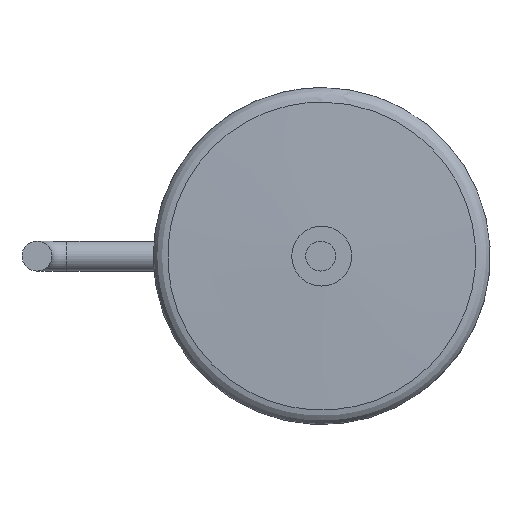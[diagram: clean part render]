
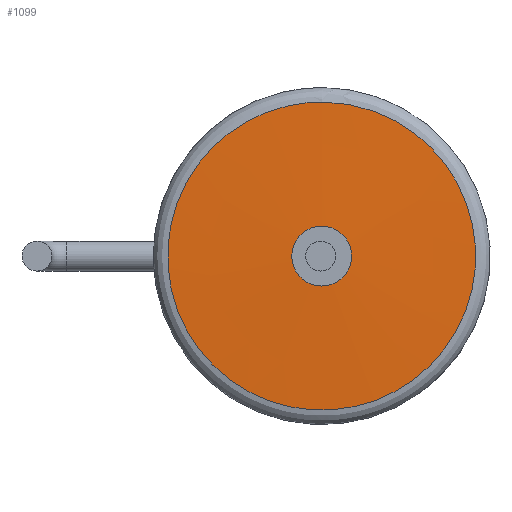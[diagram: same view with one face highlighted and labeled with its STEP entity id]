
A CAD part, left-side view. The second image highlights one B-rep face of the part: STEP entity #1099.
In plain terms, the highlighted conical face has half-angle 88.452 degrees and reference radius 0.8 mm.
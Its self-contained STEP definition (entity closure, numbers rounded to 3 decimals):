
#868 = ( BOUNDED_SURFACE() B_SPLINE_SURFACE(2,13,(
    (#869,#870,#871,#872,#873,#874,#875,#876,#877,#878,#879,#880,#881
      ,#882)
    ,(#883,#884,#885,#886,#887,#888,#889,#890,#891,#892,#893,#894,#895
      ,#896)
    ,(#897,#898,#899,#900,#901,#902,#903,#904,#905,#906,#907,#908,#909
,#910
    )),.UNSPECIFIED.,.F.,.T.,.F.) B_SPLINE_SURFACE_WITH_KNOTS((3,3),(14,
    14),(0.,28.274),(0.,28.274),
.PIECEWISE_BEZIER_KNOTS.) GEOMETRIC_REPRESENTATION_ITEM() 
RATIONAL_B_SPLINE_SURFACE((
    (1.,1.,1.,1.,1.,1.,1.,1.,1.,1.,1.,1.,1.,1.)
    ,(0.717,0.717,0.717,0.717
      ,0.717,0.717,0.717,0.717
      ,0.717,0.717,0.717,0.717
      ,0.717,0.717)
    ,(1.,1.,1.,1.,1.,1.,1.,1.,1.,1.,1.,1.,1.,1.
))) REPRESENTATION_ITEM('') SURFACE() );
#869 = CARTESIAN_POINT('',(-9.911,0.,
    4.111));
#870 = CARTESIAN_POINT('',(-9.911,-1.958,
    4.111));
#871 = CARTESIAN_POINT('',(-9.911,-3.961,
    3.099));
#872 = CARTESIAN_POINT('',(-9.911,-5.394,
    1.016));
#873 = CARTESIAN_POINT('',(-9.911,-5.614,
    -1.85));
#874 = CARTESIAN_POINT('',(-9.911,-4.087,
    -4.325));
#875 = CARTESIAN_POINT('',(-9.911,-1.858,
    -6.141));
#876 = CARTESIAN_POINT('',(-9.911,1.858,-6.141
    ));
#877 = CARTESIAN_POINT('',(-9.911,4.087,-4.325)
  );
#878 = CARTESIAN_POINT('',(-9.911,5.614,
    -1.85));
#879 = CARTESIAN_POINT('',(-9.911,5.394,1.016)
  );
#880 = CARTESIAN_POINT('',(-9.911,3.961,3.099)
  );
#881 = CARTESIAN_POINT('',(-9.911,1.958,4.111
    ));
#882 = CARTESIAN_POINT('',(-9.911,0.,
    4.111));
#883 = CARTESIAN_POINT('',(-9.9,0.,4.5));
#884 = CARTESIAN_POINT('',(-9.9,-2.143,4.5));
#885 = CARTESIAN_POINT('',(-9.9,-4.336,3.392));
#886 = CARTESIAN_POINT('',(-9.9,-5.904,1.112));
#887 = CARTESIAN_POINT('',(-9.9,-6.145,-2.025));
#888 = CARTESIAN_POINT('',(-9.9,-4.474,-4.735));
#889 = CARTESIAN_POINT('',(-9.9,-2.034,-6.723));
#890 = CARTESIAN_POINT('',(-9.9,2.034,-6.723));
#891 = CARTESIAN_POINT('',(-9.9,4.474,-4.735));
#892 = CARTESIAN_POINT('',(-9.9,6.145,-2.025));
#893 = CARTESIAN_POINT('',(-9.9,5.904,1.112));
#894 = CARTESIAN_POINT('',(-9.9,4.336,3.392));
#895 = CARTESIAN_POINT('',(-9.9,2.143,4.5));
#896 = CARTESIAN_POINT('',(-9.9,0.,4.5));
#897 = CARTESIAN_POINT('',(-9.511,0.,4.5));
#898 = CARTESIAN_POINT('',(-9.511,-2.143,4.5));
#899 = CARTESIAN_POINT('',(-9.511,-4.336,
    3.392));
#900 = CARTESIAN_POINT('',(-9.511,-5.904,
    1.112));
#901 = CARTESIAN_POINT('',(-9.511,-6.145,
    -2.025));
#902 = CARTESIAN_POINT('',(-9.511,-4.474,
    -4.735));
#903 = CARTESIAN_POINT('',(-9.511,-2.034,
    -6.723));
#904 = CARTESIAN_POINT('',(-9.511,2.034,
    -6.723));
#905 = CARTESIAN_POINT('',(-9.511,4.474,
    -4.735));
#906 = CARTESIAN_POINT('',(-9.511,6.145,
    -2.025));
#907 = CARTESIAN_POINT('',(-9.511,5.904,1.112
    ));
#908 = CARTESIAN_POINT('',(-9.511,4.336,3.392
    ));
#909 = CARTESIAN_POINT('',(-9.511,2.143,4.5));
#910 = CARTESIAN_POINT('',(-9.511,0.,4.5));
#979 = VERTEX_POINT('',#980);
#980 = CARTESIAN_POINT('',(-9.911,0.,
    4.111));
#1001 = EDGE_CURVE('',#979,#979,#1002,.T.);
#1002 = SURFACE_CURVE('',#1003,(#1018,#1025),.PCURVE_S1.);
#1003 = ( BOUNDED_CURVE() B_SPLINE_CURVE(13,(#1004,#1005,#1006,#1007,
    #1008,#1009,#1010,#1011,#1012,#1013,#1014,#1015,#1016,#1017),
.UNSPECIFIED.,.T.,.F.) B_SPLINE_CURVE_WITH_KNOTS((14,14),(
0.,28.274),.PIECEWISE_BEZIER_KNOTS.) CURVE() 
GEOMETRIC_REPRESENTATION_ITEM() RATIONAL_B_SPLINE_CURVE((1.,1.,1.,1.,1.,
    1.,1.,1.,1.,1.,1.,1.,1.,1.)) 
REPRESENTATION_ITEM('') );
#1004 = CARTESIAN_POINT('',(-9.911,0.,
    4.111));
#1005 = CARTESIAN_POINT('',(-9.911,-1.958,
    4.111));
#1006 = CARTESIAN_POINT('',(-9.911,-3.961,
    3.099));
#1007 = CARTESIAN_POINT('',(-9.911,-5.394,
    1.016));
#1008 = CARTESIAN_POINT('',(-9.911,-5.614,
    -1.85));
#1009 = CARTESIAN_POINT('',(-9.911,-4.087,
    -4.325));
#1010 = CARTESIAN_POINT('',(-9.911,-1.858,
    -6.141));
#1011 = CARTESIAN_POINT('',(-9.911,1.858,
    -6.141));
#1012 = CARTESIAN_POINT('',(-9.911,4.087,-4.325
    ));
#1013 = CARTESIAN_POINT('',(-9.911,5.614,
    -1.85));
#1014 = CARTESIAN_POINT('',(-9.911,5.394,1.016
    ));
#1015 = CARTESIAN_POINT('',(-9.911,3.961,3.099
    ));
#1016 = CARTESIAN_POINT('',(-9.911,1.958,
    4.111));
#1017 = CARTESIAN_POINT('',(-9.911,0.,
    4.111));
#1018 = PCURVE('',#868,#1019);
#1019 = DEFINITIONAL_REPRESENTATION('',(#1020),#1024);
#1020 = LINE('',#1021,#1022);
#1021 = CARTESIAN_POINT('',(0.,0.));
#1022 = VECTOR('',#1023,1.);
#1023 = DIRECTION('',(0.,1.));
#1024 = ( GEOMETRIC_REPRESENTATION_CONTEXT(2) 
PARAMETRIC_REPRESENTATION_CONTEXT() REPRESENTATION_CONTEXT('2D SPACE',''
  ) );
#1025 = PCURVE('',#1026,#1031);
#1026 = CONICAL_SURFACE('',#1027,0.8,1.544);
#1027 = AXIS2_PLACEMENT_3D('',#1028,#1029,#1030);
#1028 = CARTESIAN_POINT('',(-10.,0.,0.));
#1029 = DIRECTION('',(1.,0.,0.));
#1030 = DIRECTION('',(0.,0.,1.));
#1031 = DEFINITIONAL_REPRESENTATION('',(#1032),#1063);
#1032 = B_SPLINE_CURVE_WITH_KNOTS('',8,(#1033,#1034,#1035,#1036,#1037,
    #1038,#1039,#1040,#1041,#1042,#1043,#1044,#1045,#1046,#1047,#1048,
    #1049,#1050,#1051,#1052,#1053,#1054,#1055,#1056,#1057,#1058,#1059,
    #1060,#1061,#1062),.UNSPECIFIED.,.F.,.F.,(9,7,7,7,9),(
    0.,7.069,14.137,21.206,
    28.274),.UNSPECIFIED.);
#1033 = CARTESIAN_POINT('',(0.,0.089));
#1034 = CARTESIAN_POINT('',(0.194,0.089));
#1035 = CARTESIAN_POINT('',(0.389,0.089));
#1036 = CARTESIAN_POINT('',(0.585,0.089));
#1037 = CARTESIAN_POINT('',(0.782,0.089));
#1038 = CARTESIAN_POINT('',(0.98,0.089));
#1039 = CARTESIAN_POINT('',(1.176,0.089));
#1040 = CARTESIAN_POINT('',(1.373,0.089));
#1041 = CARTESIAN_POINT('',(1.767,0.089));
#1042 = CARTESIAN_POINT('',(1.963,0.089));
#1043 = CARTESIAN_POINT('',(2.16,0.089));
#1044 = CARTESIAN_POINT('',(2.356,0.089));
#1045 = CARTESIAN_POINT('',(2.553,0.089));
#1046 = CARTESIAN_POINT('',(2.749,0.089));
#1047 = CARTESIAN_POINT('',(2.945,0.089));
#1048 = CARTESIAN_POINT('',(3.338,0.089));
#1049 = CARTESIAN_POINT('',(3.534,0.089));
#1050 = CARTESIAN_POINT('',(3.731,0.089));
#1051 = CARTESIAN_POINT('',(3.927,0.089));
#1052 = CARTESIAN_POINT('',(4.123,0.089));
#1053 = CARTESIAN_POINT('',(4.32,0.089));
#1054 = CARTESIAN_POINT('',(4.516,0.089));
#1055 = CARTESIAN_POINT('',(4.91,0.089));
#1056 = CARTESIAN_POINT('',(5.107,0.089));
#1057 = CARTESIAN_POINT('',(5.304,0.089));
#1058 = CARTESIAN_POINT('',(5.501,0.089));
#1059 = CARTESIAN_POINT('',(5.698,0.089));
#1060 = CARTESIAN_POINT('',(5.894,0.089));
#1061 = CARTESIAN_POINT('',(6.09,0.089));
#1062 = CARTESIAN_POINT('',(6.283,0.089));
#1063 = ( GEOMETRIC_REPRESENTATION_CONTEXT(2) 
PARAMETRIC_REPRESENTATION_CONTEXT() REPRESENTATION_CONTEXT('2D SPACE',''
  ) );
#1099 = ADVANCED_FACE('',(#1100),#1026,.T.);
#1100 = FACE_BOUND('',#1101,.T.);
#1101 = EDGE_LOOP('',(#1102,#1125,#1152,#1153));
#1102 = ORIENTED_EDGE('',*,*,#1103,.F.);
#1103 = EDGE_CURVE('',#1104,#979,#1106,.T.);
#1104 = VERTEX_POINT('',#1105);
#1105 = CARTESIAN_POINT('',(-10.,0.,0.8));
#1106 = SEAM_CURVE('',#1107,(#1111,#1118),.PCURVE_S1.);
#1107 = LINE('',#1108,#1109);
#1108 = CARTESIAN_POINT('',(-10.,0.,0.8));
#1109 = VECTOR('',#1110,1.);
#1110 = DIRECTION('',(0.027,0.,
    1.));
#1111 = PCURVE('',#1026,#1112);
#1112 = DEFINITIONAL_REPRESENTATION('',(#1113),#1117);
#1113 = LINE('',#1114,#1115);
#1114 = CARTESIAN_POINT('',(0.,0.));
#1115 = VECTOR('',#1116,1.);
#1116 = DIRECTION('',(0.,1.));
#1117 = ( GEOMETRIC_REPRESENTATION_CONTEXT(2) 
PARAMETRIC_REPRESENTATION_CONTEXT() REPRESENTATION_CONTEXT('2D SPACE',''
  ) );
#1118 = PCURVE('',#1026,#1119);
#1119 = DEFINITIONAL_REPRESENTATION('',(#1120),#1124);
#1120 = LINE('',#1121,#1122);
#1121 = CARTESIAN_POINT('',(6.283,0.));
#1122 = VECTOR('',#1123,1.);
#1123 = DIRECTION('',(0.,1.));
#1124 = ( GEOMETRIC_REPRESENTATION_CONTEXT(2) 
PARAMETRIC_REPRESENTATION_CONTEXT() REPRESENTATION_CONTEXT('2D SPACE',''
  ) );
#1125 = ORIENTED_EDGE('',*,*,#1126,.T.);
#1126 = EDGE_CURVE('',#1104,#1104,#1127,.T.);
#1127 = SURFACE_CURVE('',#1128,(#1133,#1140),.PCURVE_S1.);
#1128 = CIRCLE('',#1129,0.8);
#1129 = AXIS2_PLACEMENT_3D('',#1130,#1131,#1132);
#1130 = CARTESIAN_POINT('',(-10.,0.,0.));
#1131 = DIRECTION('',(1.,0.,0.));
#1132 = DIRECTION('',(0.,0.,1.));
#1133 = PCURVE('',#1026,#1134);
#1134 = DEFINITIONAL_REPRESENTATION('',(#1135),#1139);
#1135 = LINE('',#1136,#1137);
#1136 = CARTESIAN_POINT('',(0.,0.));
#1137 = VECTOR('',#1138,1.);
#1138 = DIRECTION('',(1.,0.));
#1139 = ( GEOMETRIC_REPRESENTATION_CONTEXT(2) 
PARAMETRIC_REPRESENTATION_CONTEXT() REPRESENTATION_CONTEXT('2D SPACE',''
  ) );
#1140 = PCURVE('',#1141,#1146);
#1141 = PLANE('',#1142);
#1142 = AXIS2_PLACEMENT_3D('',#1143,#1144,#1145);
#1143 = CARTESIAN_POINT('',(-10.,0.,0.));
#1144 = DIRECTION('',(1.,0.,0.));
#1145 = DIRECTION('',(0.,0.,1.));
#1146 = DEFINITIONAL_REPRESENTATION('',(#1147),#1151);
#1147 = CIRCLE('',#1148,0.8);
#1148 = AXIS2_PLACEMENT_2D('',#1149,#1150);
#1149 = CARTESIAN_POINT('',(0.,0.));
#1150 = DIRECTION('',(1.,0.));
#1151 = ( GEOMETRIC_REPRESENTATION_CONTEXT(2) 
PARAMETRIC_REPRESENTATION_CONTEXT() REPRESENTATION_CONTEXT('2D SPACE',''
  ) );
#1152 = ORIENTED_EDGE('',*,*,#1103,.T.);
#1153 = ORIENTED_EDGE('',*,*,#1001,.F.);
